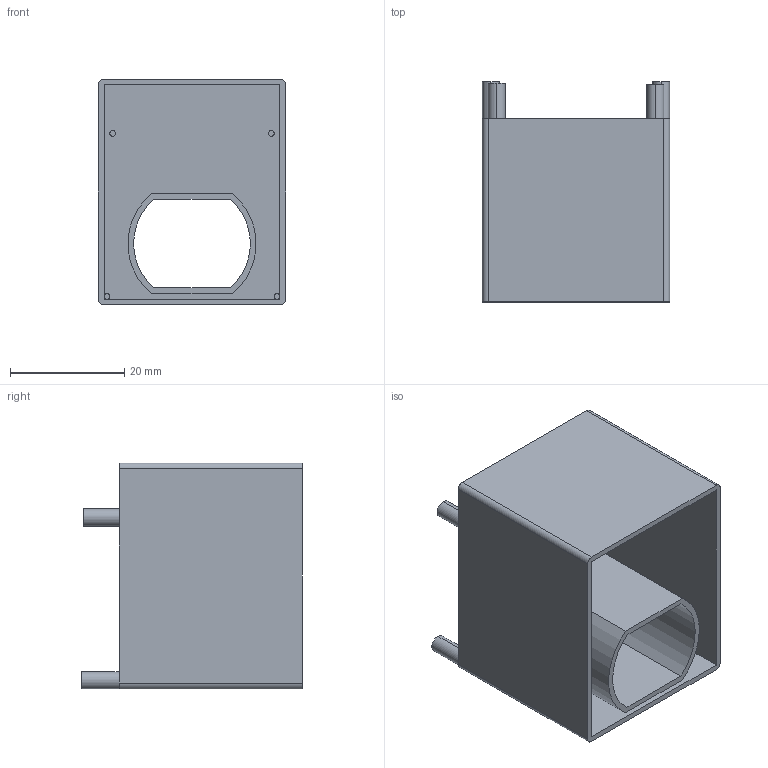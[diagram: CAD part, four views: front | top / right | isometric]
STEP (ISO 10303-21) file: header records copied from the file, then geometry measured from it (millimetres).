
FILE_DESCRIPTION (( 'STEP AP203' ), '1' );
FILE_NAME ('Base Motor.STEP', '2024-05-02T19:16:08', ( '' ), ( '' ), 'SwSTEP 2.0', 'SolidWorks 2023', '' );
FILE_SCHEMA (( 'CONFIG_CONTROL_DESIGN' ));
Length unit declared in the file: millimetre
Products named in the file (1): Base Motor
Bounding box: 32.71 x 38.5 x 39.45 mm (x, y, z)
Volume: 8282.3 mm3; surface area: 15040.7 mm2
Topology: 1 solids, 1 shells, 64 faces, 148 edges, 96 vertices
Faces by surface type: cylinder 32, plane 32
Entity records: 1917 total; most frequent: DIRECTION 346, CARTESIAN_POINT 309, ORIENTED_EDGE 296, EDGE_CURVE 148, AXIS2_PLACEMENT_3D 133, VERTEX_POINT 96, VECTOR 80, LINE 80
